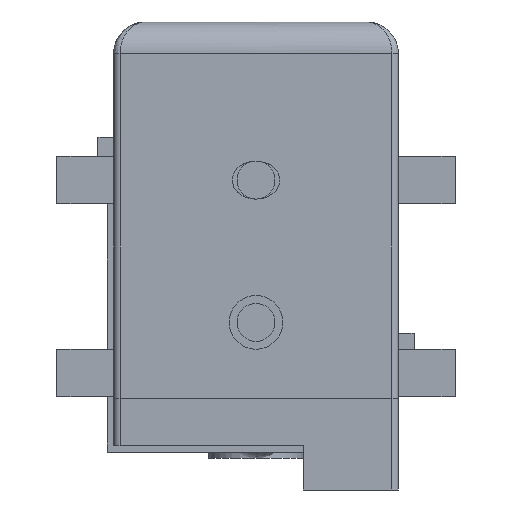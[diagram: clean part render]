
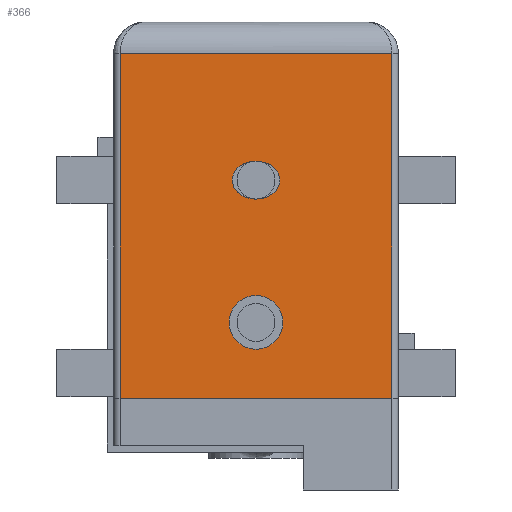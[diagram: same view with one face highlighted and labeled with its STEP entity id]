
A CAD part, front view. The second image highlights one B-rep face of the part: STEP entity #366.
In plain terms, the highlighted planar face has unit normal (0, -1, 0).
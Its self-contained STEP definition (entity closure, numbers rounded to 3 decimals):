
#366=ADVANCED_FACE('NONE',(#741,#742,#743),#744,.T.);
#741=FACE_OUTER_BOUND('',#1187,.T.);
#742=FACE_BOUND('',#1188,.T.);
#743=FACE_BOUND('',#1189,.T.);
#744=PLANE('',#1190);
#1187=EDGE_LOOP('',(#2124,#2125,#2126,#2127));
#1188=EDGE_LOOP('',(#2128,#2129));
#1189=EDGE_LOOP('',(#2130,#2131));
#1190=AXIS2_PLACEMENT_3D('',#2132,#2133,#2134);
#2124=ORIENTED_EDGE('',*,*,#2861,.T.);
#2125=ORIENTED_EDGE('',*,*,#2862,.T.);
#2126=ORIENTED_EDGE('',*,*,#2863,.T.);
#2127=ORIENTED_EDGE('',*,*,#2864,.T.);
#2128=ORIENTED_EDGE('',*,*,#2865,.F.);
#2129=ORIENTED_EDGE('',*,*,#2830,.F.);
#2130=ORIENTED_EDGE('',*,*,#2866,.F.);
#2131=ORIENTED_EDGE('',*,*,#2820,.F.);
#2132=CARTESIAN_POINT('',(-4.5,0.,-11.9));
#2133=DIRECTION('',(0.0,-1.0,0.0));
#2134=DIRECTION('',(0.0,0.0,-1.0));
#2820=EDGE_CURVE('NONE',#3361,#3363,#3364,.T.);
#2830=EDGE_CURVE('NONE',#3378,#3380,#3381,.T.);
#2861=EDGE_CURVE('NONE',#3437,#3438,#3439,.T.);
#2862=EDGE_CURVE('NONE',#3438,#3440,#3441,.T.);
#2863=EDGE_CURVE('NONE',#3440,#3442,#3443,.T.);
#2864=EDGE_CURVE('NONE',#3442,#3437,#3444,.T.);
#2865=EDGE_CURVE('NONE',#3380,#3378,#3445,.T.);
#2866=EDGE_CURVE('NONE',#3363,#3361,#3446,.T.);
#3361=VERTEX_POINT('NONE',#4152);
#3363=VERTEX_POINT('NONE',#4155);
#3364=CIRCLE('',#4156,0.85);
#3378=VERTEX_POINT('NONE',#4183);
#3380=VERTEX_POINT('NONE',#4186);
#3381=(B_SPLINE_CURVE(3,(#4188,#4189,#4190,#4191),.UNSPECIFIED.,.F.,.F.)B_SPLINE_CURVE_WITH_KNOTS((4,4),(3.142,6.283),.UNSPECIFIED.)RATIONAL_B_SPLINE_CURVE((1.0,0.333,0.333,1.0))BOUNDED_CURVE()REPRESENTATION_ITEM('')GEOMETRIC_REPRESENTATION_ITEM()CURVE());
#3437=VERTEX_POINT('NONE',#4284);
#3438=VERTEX_POINT('NONE',#4285);
#3439=LINE('',#4286,#4287);
#3440=VERTEX_POINT('NONE',#4288);
#3441=LINE('',#4289,#4290);
#3442=VERTEX_POINT('NONE',#4291);
#3443=LINE('',#4292,#4293);
#3444=LINE('',#4294,#4295);
#3445=(B_SPLINE_CURVE(3,(#4297,#4298,#4299,#4300),.UNSPECIFIED.,.F.,.F.)B_SPLINE_CURVE_WITH_KNOTS((4,4),(0.0,3.142),.UNSPECIFIED.)RATIONAL_B_SPLINE_CURVE((1.0,0.333,0.333,1.0))BOUNDED_CURVE()REPRESENTATION_ITEM('')GEOMETRIC_REPRESENTATION_ITEM()CURVE());
#3446=CIRCLE('',#4307,0.85);
#4152=CARTESIAN_POINT('',(0.,0.0,-10.35));
#4155=CARTESIAN_POINT('',(0.0,0.0,-8.65));
#4156=AXIS2_PLACEMENT_3D('',#4916,#4917,#4918);
#4183=CARTESIAN_POINT('',(-0.75,0.0,-5.0));
#4186=CARTESIAN_POINT('',(0.75,0.0,-5.0));
#4188=CARTESIAN_POINT('',(-0.75,0.0,-5.0));
#4189=CARTESIAN_POINT('',(-0.75,0.0,-6.2));
#4190=CARTESIAN_POINT('',(0.75,0.0,-6.2));
#4191=CARTESIAN_POINT('',(0.75,0.0,-5.0));
#4284=CARTESIAN_POINT('',(-4.3,0.,-11.9));
#4285=CARTESIAN_POINT('',(4.3,0.,-11.9));
#4286=CARTESIAN_POINT('',(-4.5,0.,-11.9));
#4287=VECTOR('',#4962,1000.0);
#4288=CARTESIAN_POINT('',(4.3,0.,-1.0));
#4289=CARTESIAN_POINT('',(4.3,0.,-11.9));
#4290=VECTOR('',#4963,1000.0);
#4291=CARTESIAN_POINT('',(-4.3,0.,-1.0));
#4292=CARTESIAN_POINT('',(-4.5,0.,-1.0));
#4293=VECTOR('',#4964,1000.0);
#4294=CARTESIAN_POINT('',(-4.3,0.,-11.9));
#4295=VECTOR('',#4965,1000.0);
#4297=CARTESIAN_POINT('',(0.75,0.0,-5.0));
#4298=CARTESIAN_POINT('',(0.75,0.0,-3.8));
#4299=CARTESIAN_POINT('',(-0.75,0.0,-3.8));
#4300=CARTESIAN_POINT('',(-0.75,0.0,-5.0));
#4307=AXIS2_PLACEMENT_3D('',#4966,#4967,#4968);
#4916=CARTESIAN_POINT('',(0.0,0.0,-9.5));
#4917=DIRECTION('',(0.0,-1.0,0.0));
#4918=DIRECTION('',(0.0,0.0,-1.0));
#4962=DIRECTION('',(1.0,0.0,0.0));
#4963=DIRECTION('',(0.0,0.0,1.0));
#4964=DIRECTION('',(-1.0,-0.0,-0.0));
#4965=DIRECTION('',(-0.0,-0.0,-1.0));
#4966=CARTESIAN_POINT('',(0.0,0.0,-9.5));
#4967=DIRECTION('',(0.0,-1.0,0.0));
#4968=DIRECTION('',(0.0,0.0,-1.0));
